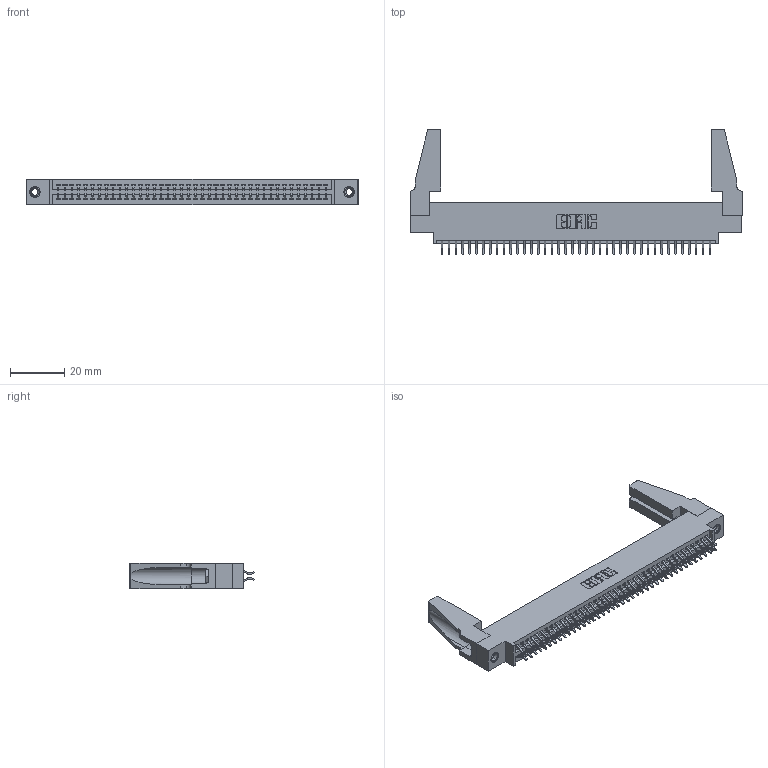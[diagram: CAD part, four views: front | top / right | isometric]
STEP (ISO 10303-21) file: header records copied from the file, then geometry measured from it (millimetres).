
FILE_DESCRIPTION (( 'STEP AP203' ), '1' );
FILE_NAME ('395-080-556-888.STEP', '2019-10-25T05:13:16', ( '' ), ( '' ), 'SwSTEP 2.0', 'SolidWorks 2016', '' );
FILE_SCHEMA (( 'CONFIG_CONTROL_DESIGN' ));
Length unit declared in the file: inch
Products named in the file (5): 345-292-001_556 Tail; 345-250-001_345-250-001-102; 345-220-078_345-220-088; 395-080-556-888; 345 Part_0.170 Offset - 0.156 Dia-TH
Assembly tree (85 placements, depth 2):
  395-080-556-888
    345 Part_0.170 Offset - 0.156 Dia-TH
    345-292-001_556 Tail  x80
    345-250-001_345-250-001-102  x2
    345-220-078_345-220-088  x2
Bounding box: 122.83 x 46.41 x 9.4 mm (x, y, z)
Volume: 15049.6 mm3; surface area: 20595 mm2
Topology: 85 solids, 85 shells, 4734 faces, 14027 edges, 9234 vertices
Faces by surface type: plane 3116, cylinder 1602, cone 12, torus 4
Entity records: 34154 total; most frequent: CARTESIAN_POINT 5738, ORIENTED_EDGE 5620, DIRECTION 5054, EDGE_CURVE 2810, VECTOR 2468, LINE 2468, VERTEX_POINT 1866, AXIS2_PLACEMENT_3D 1293
